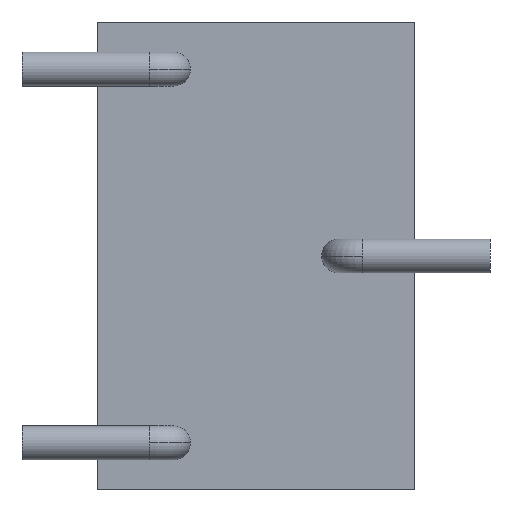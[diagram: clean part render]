
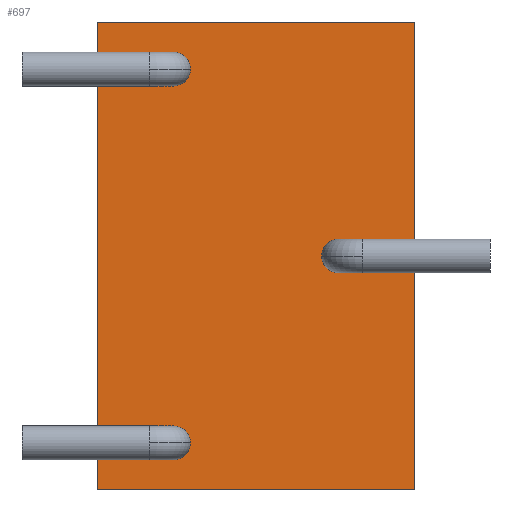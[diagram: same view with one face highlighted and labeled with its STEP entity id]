
A CAD part, front view. The second image highlights one B-rep face of the part: STEP entity #697.
In plain terms, the highlighted planar face has unit normal (0, -1, 0).
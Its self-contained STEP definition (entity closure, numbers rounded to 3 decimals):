
#6 = EDGE_CURVE ( 'NONE', #204, #505, #502, .T. ) ;
#42 = CARTESIAN_POINT ( 'NONE',  ( 2.16, 1.02, 3.175 ) ) ;
#55 = ORIENTED_EDGE ( 'NONE', *, *, #613, .T. ) ;
#138 = DIRECTION ( 'NONE',  ( 0., 0., 1. ) ) ;
#153 = CARTESIAN_POINT ( 'NONE',  ( -2.16, 1.02, 3.175 ) ) ;
#204 = VERTEX_POINT ( 'NONE', #1173 ) ;
#291 = CARTESIAN_POINT ( 'NONE',  ( 2.16, 1.02, -3.175 ) ) ;
#311 = EDGE_CURVE ( 'NONE', #505, #597, #337, .T. ) ;
#337 = LINE ( 'NONE', #153, #654 ) ;
#393 = DIRECTION ( 'NONE',  ( 0., 1., 0. ) ) ;
#417 = FACE_OUTER_BOUND ( 'NONE', #725, .T. ) ;
#487 = CARTESIAN_POINT ( 'NONE',  ( 0., 1.02, 0. ) ) ;
#502 = LINE ( 'NONE', #914, #750 ) ;
#505 = VERTEX_POINT ( 'NONE', #827 ) ;
#573 = EDGE_CURVE ( 'NONE', #637, #204, #734, .T. ) ;
#581 = DIRECTION ( 'NONE',  ( 0., 0., 1. ) ) ;
#588 = CARTESIAN_POINT ( 'NONE',  ( -2.16, 1.02, -3.175 ) ) ;
#597 = VERTEX_POINT ( 'NONE', #588 ) ;
#613 = EDGE_CURVE ( 'NONE', #597, #637, #1151, .T. ) ;
#628 = VECTOR ( 'NONE', #1008, 1000. ) ;
#637 = VERTEX_POINT ( 'NONE', #291 ) ;
#654 = VECTOR ( 'NONE', #876, 1000. ) ;
#697 = ADVANCED_FACE ( 'NONE', ( #417 ), #1134, .F. ) ;
#725 = EDGE_LOOP ( 'NONE', ( #762, #727, #968, #55 ) ) ;
#727 = ORIENTED_EDGE ( 'NONE', *, *, #6, .T. ) ;
#734 = LINE ( 'NONE', #42, #784 ) ;
#750 = VECTOR ( 'NONE', #828, 1000. ) ;
#752 = AXIS2_PLACEMENT_3D ( 'NONE', #487, #393, #581 ) ;
#762 = ORIENTED_EDGE ( 'NONE', *, *, #573, .T. ) ;
#784 = VECTOR ( 'NONE', #138, 1000. ) ;
#827 = CARTESIAN_POINT ( 'NONE',  ( -2.16, 1.02, 3.175 ) ) ;
#828 = DIRECTION ( 'NONE',  ( -1., 0., 0. ) ) ;
#876 = DIRECTION ( 'NONE',  ( 0., 0., -1. ) ) ;
#914 = CARTESIAN_POINT ( 'NONE',  ( -2.16, 1.02, 3.175 ) ) ;
#968 = ORIENTED_EDGE ( 'NONE', *, *, #311, .T. ) ;
#1003 = CARTESIAN_POINT ( 'NONE',  ( -2.16, 1.02, -3.175 ) ) ;
#1008 = DIRECTION ( 'NONE',  ( 1., 0., 0. ) ) ;
#1134 = PLANE ( 'NONE',  #752 ) ;
#1151 = LINE ( 'NONE', #1003, #628 ) ;
#1173 = CARTESIAN_POINT ( 'NONE',  ( 2.16, 1.02, 3.175 ) ) ;
